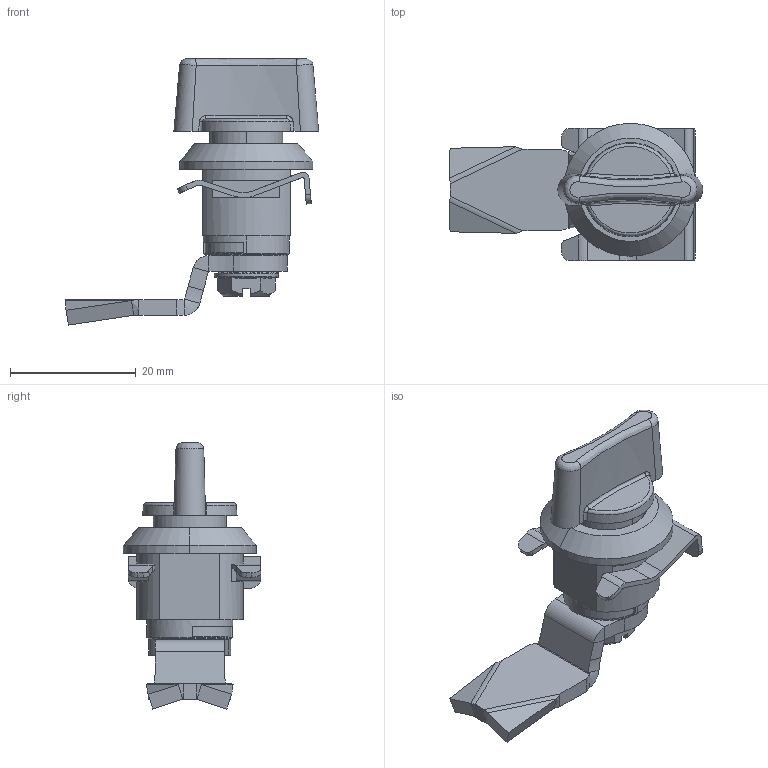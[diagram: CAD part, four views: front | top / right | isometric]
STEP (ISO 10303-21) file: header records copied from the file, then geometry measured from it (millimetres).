
FILE_DESCRIPTION (( 'STEP AP203' ), '1' );
FILE_NAME ('KY69.K.35.2.24.STEP', '2022-09-07T08:45:49', ( '' ), ( '' ), 'SwSTEP 2.0', 'SolidWorks 2021', '' );
FILE_SCHEMA (( 'CONFIG_CONTROL_DESIGN' ));
Length unit declared in the file: millimetre
Products named in the file (1): KY69.K.35.2.24
Bounding box: 40.23 x 21.8 x 42.25 mm (x, y, z)
Surface area: 4830.5 mm2 (no closed solid volume)
Topology: 0 solids, 6 shells, 238 faces, 645 edges, 414 vertices
Faces by surface type: plane 119, cylinder 56, torus 24, bspline 24, cone 15
Entity records: 8349 total; most frequent: CARTESIAN_POINT 2734, ORIENTED_EDGE 1155, DIRECTION 1061, EDGE_CURVE 645, VERTEX_POINT 414, AXIS2_PLACEMENT_3D 377, VECTOR 307, LINE 307
